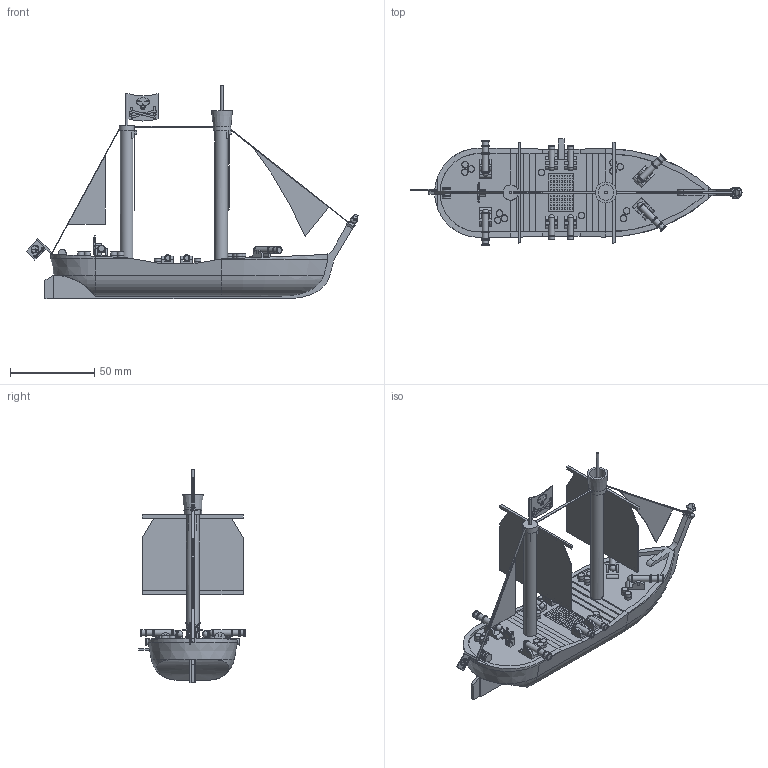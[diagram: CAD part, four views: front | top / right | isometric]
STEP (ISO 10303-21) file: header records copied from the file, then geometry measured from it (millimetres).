
FILE_DESCRIPTION(/* description */ ('STEP AP242 Edition 2','CAx-IF Rec.Pracs.---Representation and Presentation of Product Manufacturing Information (PMI)---4.0---2014-10-13','CAx-IF Rec.Pracs.---3D Tessellated Geometry---0.4---2014-09-14','2;1','CAx-IF Rec.Pracs.---User Defined Attributes---1.5---2016-08-15'),/* implementation_level */ '2;1');
FILE_NAME(/* name */ '695578c18a3ce3afa41cae0c',/* time_stamp */ '2025-12-31T19:25:54Z',/* author */ (''),/* organization */ (''),/* preprocessor_version */ 'ST-DEVELOPER v20',/* originating_system */ 'ONSHAPE BY PTC INC, 1.208',/* authorisation */ ' ');
FILE_SCHEMA (('AP242_MANAGED_MODEL_BASED_3D_ENGINEERING_MIM_LF { 1 0 10303 442 3 1 4 }'));
Length unit declared in the file: metre
Products named in the file (15): Pirate_Ship; Crowsnest; Wheel; Bowsprit; Sail; Sternflag; Ship; Wheel_Stand; Mini_Cannon; Cannon; Mastflag; Plank; Figurehead; Backstay; Cannon 2
Assembly tree (20 placements, depth 2):
  Pirate_Ship
    Crowsnest
    Wheel
    Bowsprit
    Sail  x2
    Sternflag
    Ship
    Wheel_Stand
    Mini_Cannon  x4
    Cannon  x3
    Mastflag
    Plank
    Figurehead
    Backstay
    Cannon 2
Bounding box: 197.47 x 63.32 x 126.85 mm (x, y, z)
Volume: 144342.9 mm3; surface area: 48808.2 mm2
Topology: 20 solids, 20 shells, 1413 faces, 3544 edges, 2314 vertices
Faces by surface type: plane 932, cylinder 365, torus 74, cone 30, sphere 9, bspline 3
Full cylindrical faces by diameter (mm): 0.562 x16, 0.75 x8, 1.5 x1, 1.825 x1, 2.025 x1, 2.812 x4, 3.562 x8, 3.75 x16, 4.5 x16, 6.75 x1, 7.5 x2, 9 x1, 9.471 x1
Entity records: 37899 total; most frequent: CARTESIAN_POINT 6978, DIRECTION 6292, ORIENTED_EDGE 6052, EDGE_CURVE 3026, LINE 2222, VECTOR 2222, VERTEX_POINT 2057, AXIS2_PLACEMENT_3D 2035
